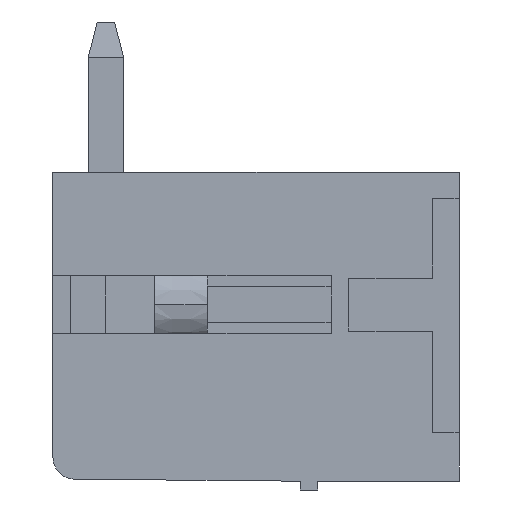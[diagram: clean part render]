
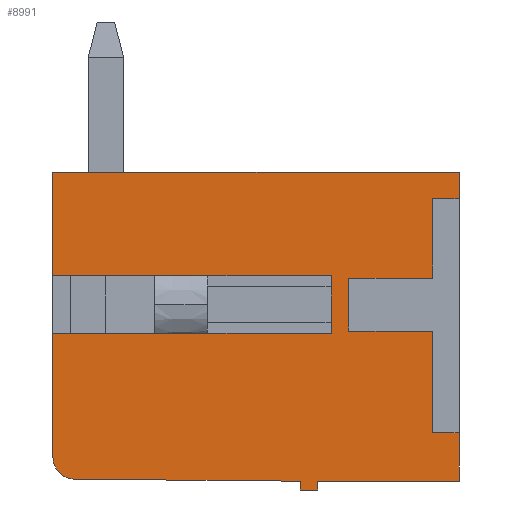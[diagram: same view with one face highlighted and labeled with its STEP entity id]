
A CAD part, left-side view. The second image highlights one B-rep face of the part: STEP entity #8991.
In plain terms, the highlighted planar face has unit normal (-1, 0, 0).
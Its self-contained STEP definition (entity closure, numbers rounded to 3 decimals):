
#2754=DIRECTION('',(0.,0.,-1.));
#2755=VECTOR('',#2754,1.3);
#2756=CARTESIAN_POINT('',(0.,2.9,4.65));
#2757=LINE('',#2756,#2755);
#2758=DIRECTION('',(0.,-1.,0.));
#2759=VECTOR('',#2758,6.3);
#2760=CARTESIAN_POINT('',(0.,9.2,4.65));
#2761=LINE('',#2760,#2759);
#2762=DIRECTION('',(0.,0.,1.));
#2763=VECTOR('',#2762,2.35);
#2764=CARTESIAN_POINT('',(0.,9.2,4.65));
#2765=LINE('',#2764,#2763);
#2766=DIRECTION('',(0.,-1.,0.));
#2767=VECTOR('',#2766,9.2);
#2768=CARTESIAN_POINT('',(0.,9.2,7.));
#2769=LINE('',#2768,#2767);
#2770=DIRECTION('',(0.,0.,-1.));
#2771=VECTOR('',#2770,0.6);
#2772=CARTESIAN_POINT('',(0.,0.,7.));
#2773=LINE('',#2772,#2771);
#2774=DIRECTION('',(0.,1.,0.));
#2775=VECTOR('',#2774,0.6);
#2776=CARTESIAN_POINT('',(0.,0.,6.4));
#2777=LINE('',#2776,#2775);
#2778=DIRECTION('',(0.,0.,-1.));
#2779=VECTOR('',#2778,1.8);
#2780=CARTESIAN_POINT('',(0.,0.6,6.4));
#2781=LINE('',#2780,#2779);
#2782=DIRECTION('',(0.,1.,0.));
#2783=VECTOR('',#2782,1.9);
#2784=CARTESIAN_POINT('',(0.,0.6,4.6));
#2785=LINE('',#2784,#2783);
#2786=DIRECTION('',(0.,0.,-1.));
#2787=VECTOR('',#2786,1.2);
#2788=CARTESIAN_POINT('',(0.,2.5,4.6));
#2789=LINE('',#2788,#2787);
#2790=DIRECTION('',(0.,-1.,0.));
#2791=VECTOR('',#2790,1.9);
#2792=CARTESIAN_POINT('',(0.,2.5,3.4));
#2793=LINE('',#2792,#2791);
#2794=DIRECTION('',(0.,0.,-1.));
#2795=VECTOR('',#2794,2.3);
#2796=CARTESIAN_POINT('',(0.,0.6,3.4));
#2797=LINE('',#2796,#2795);
#2798=DIRECTION('',(0.,1.,0.));
#2799=VECTOR('',#2798,0.6);
#2800=CARTESIAN_POINT('',(0.,0.,1.1));
#2801=LINE('',#2800,#2799);
#2802=DIRECTION('',(0.,0.,-1.));
#2803=VECTOR('',#2802,1.1);
#2804=CARTESIAN_POINT('',(0.,0.,1.1));
#2805=LINE('',#2804,#2803);
#2806=DIRECTION('',(0.,1.,0.));
#2807=VECTOR('',#2806,3.2);
#2808=CARTESIAN_POINT('',(0.,0.,0.));
#2809=LINE('',#2808,#2807);
#2810=DIRECTION('',(0.,0.,-1.));
#2811=VECTOR('',#2810,0.2);
#2812=CARTESIAN_POINT('',(0.,3.2,0.));
#2813=LINE('',#2812,#2811);
#2814=DIRECTION('',(0.,1.,0.));
#2815=VECTOR('',#2814,0.4);
#2816=CARTESIAN_POINT('',(0.,3.2,-0.2));
#2817=LINE('',#2816,#2815);
#2818=DIRECTION('',(0.,0.,1.));
#2819=VECTOR('',#2818,0.2);
#2820=CARTESIAN_POINT('',(0.,3.6,-0.2));
#2821=LINE('',#2820,#2819);
#2822=DIRECTION('',(0.,1.,0.009));
#2823=VECTOR('',#2822,5.105);
#2824=CARTESIAN_POINT('',(0.,3.6,0.));
#2825=LINE('',#2824,#2823);
#2826=CARTESIAN_POINT('',(0.,8.7,0.545));
#2827=DIRECTION('',(-1.,0.,0.));
#2828=DIRECTION('',(0.,1.,0.));
#2829=AXIS2_PLACEMENT_3D('',#2826,#2827,#2828);
#2831=DIRECTION('',(0.,0.,1.));
#2832=VECTOR('',#2831,2.805);
#2833=CARTESIAN_POINT('',(0.,9.2,0.545));
#2834=LINE('',#2833,#2832);
#2835=DIRECTION('',(0.,-1.,0.));
#2836=VECTOR('',#2835,6.3);
#2837=CARTESIAN_POINT('',(0.,9.2,3.35));
#2838=LINE('',#2837,#2836);
#3875=CARTESIAN_POINT('',(0.,0.,0.));
#3876=CARTESIAN_POINT('',(0.,3.2,0.));
#3877=VERTEX_POINT('',#3875);
#3878=VERTEX_POINT('',#3876);
#3879=CARTESIAN_POINT('',(0.,9.2,7.));
#3880=CARTESIAN_POINT('',(0.,0.,7.));
#3881=VERTEX_POINT('',#3879);
#3882=VERTEX_POINT('',#3880);
#3953=CARTESIAN_POINT('',(0.,3.2,-0.2));
#3954=VERTEX_POINT('',#3953);
#3955=CARTESIAN_POINT('',(0.,3.6,-0.2));
#3956=VERTEX_POINT('',#3955);
#3957=CARTESIAN_POINT('',(0.,3.6,0.));
#3958=VERTEX_POINT('',#3957);
#3959=CARTESIAN_POINT('',(0.,9.2,0.545));
#3960=CARTESIAN_POINT('',(0.,8.704,0.045));
#3961=VERTEX_POINT('',#3959);
#3962=VERTEX_POINT('',#3960);
#4115=CARTESIAN_POINT('',(0.,0.,6.4));
#4116=CARTESIAN_POINT('',(0.,0.6,6.4));
#4117=VERTEX_POINT('',#4115);
#4118=VERTEX_POINT('',#4116);
#4119=CARTESIAN_POINT('',(0.,0.6,4.6));
#4120=VERTEX_POINT('',#4119);
#4121=CARTESIAN_POINT('',(0.,2.5,4.6));
#4122=VERTEX_POINT('',#4121);
#4123=CARTESIAN_POINT('',(0.,2.5,3.4));
#4124=VERTEX_POINT('',#4123);
#4125=CARTESIAN_POINT('',(0.,0.6,3.4));
#4126=VERTEX_POINT('',#4125);
#4127=CARTESIAN_POINT('',(0.,0.6,1.1));
#4128=VERTEX_POINT('',#4127);
#4129=CARTESIAN_POINT('',(0.,0.,1.1));
#4130=VERTEX_POINT('',#4129);
#4163=CARTESIAN_POINT('',(0.,2.9,4.65));
#4164=CARTESIAN_POINT('',(0.,2.9,3.35));
#4165=VERTEX_POINT('',#4163);
#4166=VERTEX_POINT('',#4164);
#4167=CARTESIAN_POINT('',(0.,9.2,4.65));
#4168=VERTEX_POINT('',#4167);
#4169=CARTESIAN_POINT('',(0.,9.2,3.35));
#4170=VERTEX_POINT('',#4169);
#8948=CARTESIAN_POINT('',(0.,0.,0.));
#8949=DIRECTION('',(1.,0.,0.));
#8950=DIRECTION('',(0.,0.,-1.));
#8951=AXIS2_PLACEMENT_3D('',#8948,#8949,#8950);
#8952=PLANE('',#8951);
#8953=ORIENTED_EDGE('',*,*,#8938,.F.);
#8955=ORIENTED_EDGE('',*,*,#8954,.F.);
#8956=ORIENTED_EDGE('',*,*,#5527,.T.);
#8957=ORIENTED_EDGE('',*,*,#5732,.T.);
#8958=ORIENTED_EDGE('',*,*,#6195,.T.);
#8960=ORIENTED_EDGE('',*,*,#8959,.T.);
#8962=ORIENTED_EDGE('',*,*,#8961,.T.);
#8964=ORIENTED_EDGE('',*,*,#8963,.T.);
#8966=ORIENTED_EDGE('',*,*,#8965,.T.);
#8968=ORIENTED_EDGE('',*,*,#8967,.T.);
#8970=ORIENTED_EDGE('',*,*,#8969,.T.);
#8972=ORIENTED_EDGE('',*,*,#8971,.F.);
#8973=ORIENTED_EDGE('',*,*,#6187,.T.);
#8975=ORIENTED_EDGE('',*,*,#8974,.T.);
#8977=ORIENTED_EDGE('',*,*,#8976,.T.);
#8979=ORIENTED_EDGE('',*,*,#8978,.T.);
#8981=ORIENTED_EDGE('',*,*,#8980,.T.);
#8983=ORIENTED_EDGE('',*,*,#8982,.T.);
#8985=ORIENTED_EDGE('',*,*,#8984,.F.);
#8986=ORIENTED_EDGE('',*,*,#5573,.T.);
#8988=ORIENTED_EDGE('',*,*,#8987,.T.);
#8989=EDGE_LOOP('',(#8953,#8955,#8956,#8957,#8958,#8960,#8962,#8964,#8966,#8968,
#8970,#8972,#8973,#8975,#8977,#8979,#8981,#8983,#8985,#8986,#8988));
#8990=FACE_OUTER_BOUND('',#8989,.F.);
#8991=ADVANCED_FACE('',(#8990),#8952,.F.);
#2830=CIRCLE('',#2829,0.5);
#5527=EDGE_CURVE('',#4168,#3881,#2765,.T.);
#5573=EDGE_CURVE('',#3961,#4170,#2834,.T.);
#5732=EDGE_CURVE('',#3881,#3882,#2769,.T.);
#6187=EDGE_CURVE('',#4130,#3877,#2805,.T.);
#6195=EDGE_CURVE('',#3882,#4117,#2773,.T.);
#8938=EDGE_CURVE('',#4165,#4166,#2757,.T.);
#8954=EDGE_CURVE('',#4168,#4165,#2761,.T.);
#8959=EDGE_CURVE('',#4117,#4118,#2777,.T.);
#8961=EDGE_CURVE('',#4118,#4120,#2781,.T.);
#8963=EDGE_CURVE('',#4120,#4122,#2785,.T.);
#8965=EDGE_CURVE('',#4122,#4124,#2789,.T.);
#8967=EDGE_CURVE('',#4124,#4126,#2793,.T.);
#8969=EDGE_CURVE('',#4126,#4128,#2797,.T.);
#8971=EDGE_CURVE('',#4130,#4128,#2801,.T.);
#8974=EDGE_CURVE('',#3877,#3878,#2809,.T.);
#8976=EDGE_CURVE('',#3878,#3954,#2813,.T.);
#8978=EDGE_CURVE('',#3954,#3956,#2817,.T.);
#8980=EDGE_CURVE('',#3956,#3958,#2821,.T.);
#8982=EDGE_CURVE('',#3958,#3962,#2825,.T.);
#8984=EDGE_CURVE('',#3961,#3962,#2830,.T.);
#8987=EDGE_CURVE('',#4170,#4166,#2838,.T.);
